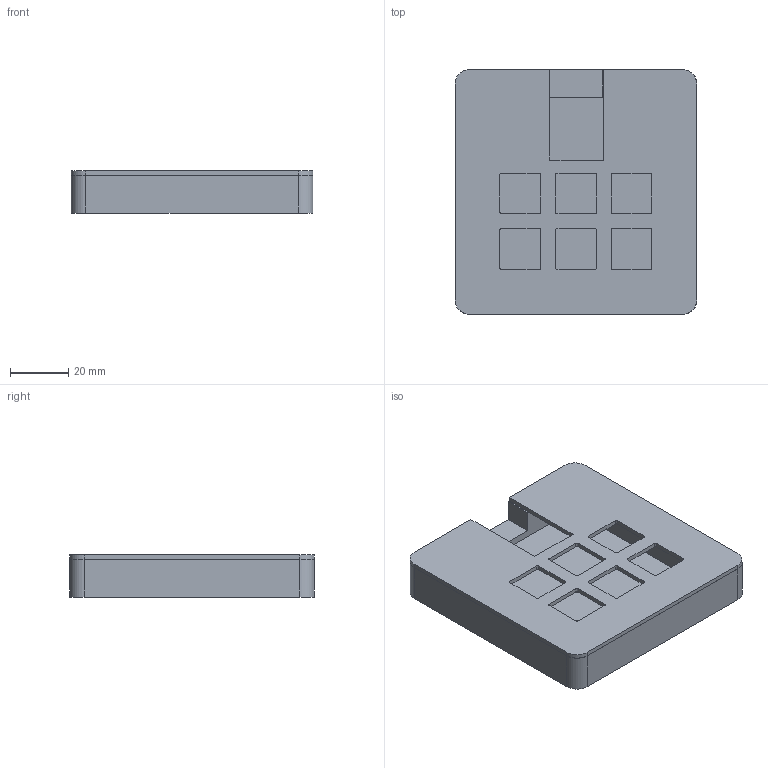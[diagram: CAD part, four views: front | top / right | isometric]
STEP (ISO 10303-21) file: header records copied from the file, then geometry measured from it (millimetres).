
FILE_DESCRIPTION(/* description */ (''),/* implementation_level */ '2;1');
FILE_NAME(/* name */ 'entire case v2.step',/* time_stamp */ '2025-12-07T15:24:34-05:00',/* author */ (''),/* organization */ (''),/* preprocessor_version */ 'ST-DEVELOPER v20.1',/* originating_system */ 'Autodesk Translation Framework v14.21.0.0',/* authorisation */ '');
FILE_SCHEMA (('AUTOMOTIVE_DESIGN { 1 0 10303 214 3 1 1 }'));
Length unit declared in the file: millimetre
Products named in the file (3): 2025-12-07-15-00-44-900; 2025-12-07-13-46-28-035; 2025-12-07-14-20-01-698
Assembly tree (2 placements, depth 2):
  2025-12-07-15-00-44-900
    2025-12-07-13-46-28-035
    2025-12-07-14-20-01-698
Bounding box: 82.95 x 83.9 x 14.5 mm (x, y, z)
Volume: 55686.8 mm3; surface area: 32579.1 mm2
Topology: 2 solids, 2 shells, 469 faces, 1299 edges, 866 vertices
Faces by surface type: bspline 246, plane 183, cylinder 40
Full cylindrical faces by diameter (mm): 3.4 x4, 6 x4
Entity records: 17334 total; most frequent: CARTESIAN_POINT 6822, ORIENTED_EDGE 2598, DIRECTION 1345, EDGE_CURVE 1299, VERTEX_POINT 866, LINE 727, VECTOR 727, EDGE_LOOP 521
